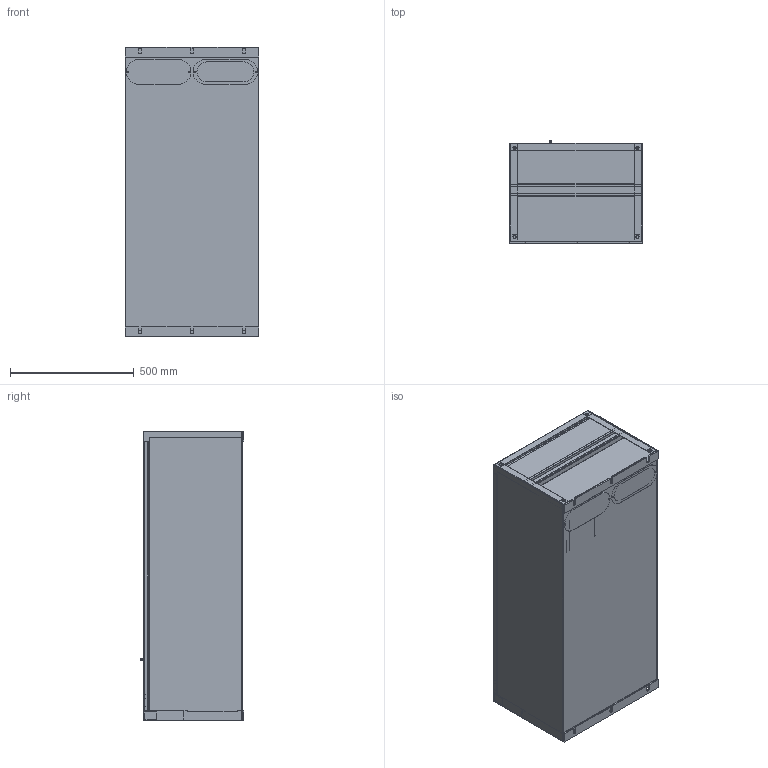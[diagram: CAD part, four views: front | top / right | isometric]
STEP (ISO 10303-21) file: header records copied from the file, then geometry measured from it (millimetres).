
FILE_DESCRIPTION (( 'STEP AP203' ), '1' );
FILE_NAME ('K740 690Â 16 òèïîðàçìåð_Óïðîñòèòü_1.STEP', '2023-08-02T11:21:53', ( '' ), ( '' ), 'SwSTEP 2.0', 'SolidWorks 2022', '' );
FILE_SCHEMA (( 'CONFIG_CONTROL_DESIGN' ));
Length unit declared in the file: millimetre
Products named in the file (1): K740 690В 16 типоразмер_Упростить_1
Bounding box: 540 x 416.8 x 1170 mm (x, y, z)
Volume: 224423227.4 mm3; surface area: 6790613.7 mm2
Topology: 2 solids, 3 shells, 2764 faces, 7738 edges, 4998 vertices
Faces by surface type: plane 1428, cylinder 1210, cone 76, torus 22, sphere 16, bspline 12
Entity records: 91956 total; most frequent: CARTESIAN_POINT 16798, DIRECTION 15715, ORIENTED_EDGE 15424, EDGE_CURVE 7712, AXIS2_PLACEMENT_3D 5392, VERTEX_POINT 4986, LINE 4931, VECTOR 4931
